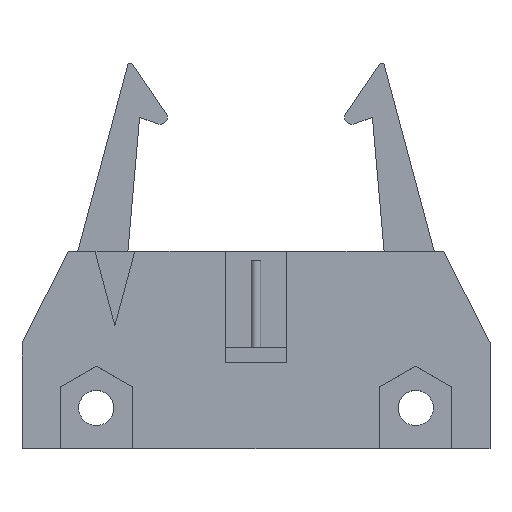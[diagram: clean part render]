
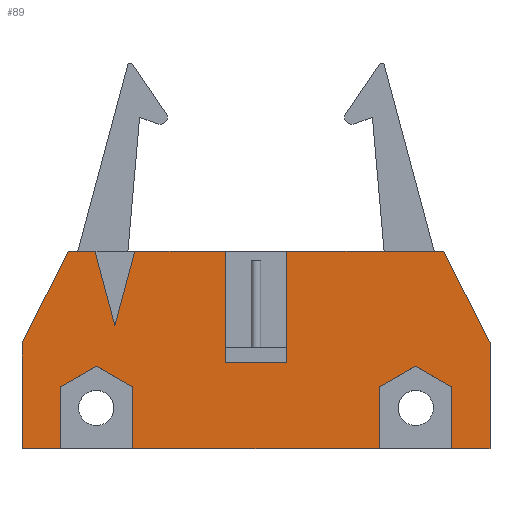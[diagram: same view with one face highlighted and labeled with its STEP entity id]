
A CAD part, top view. The second image highlights one B-rep face of the part: STEP entity #89.
In plain terms, the highlighted planar face has unit normal (0, 0, 1).
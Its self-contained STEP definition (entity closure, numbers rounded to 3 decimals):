
#89=ADVANCED_FACE('',(#1176),#1178,.F.);
#1176=FACE_BOUND('',#1177,.T.);
#1177=EDGE_LOOP('',(#2117,#2118,#2119,#2120,#2121,#2122,#2123,#2124,#2125,#2126,
#2127,#2128,#2129,#2130,#2131,#2132,#2133,#2134,#2135,#2136,#2137,#2138,#2139));
#1178=PLANE('',#1179);
#1179=AXIS2_PLACEMENT_3D('',#1180,#1181,#1182);
#1180=CARTESIAN_POINT('',(0.,13.5,0.));
#1181=DIRECTION('',(0.,0.,-1.));
#1182=DIRECTION('',(-1.,0.,0.));
#2117=ORIENTED_EDGE('',*,*,#2642,.F.);
#2118=ORIENTED_EDGE('',*,*,#2633,.F.);
#2119=ORIENTED_EDGE('',*,*,#2630,.T.);
#2120=ORIENTED_EDGE('',*,*,#2643,.T.);
#2121=ORIENTED_EDGE('',*,*,#2644,.F.);
#2122=ORIENTED_EDGE('',*,*,#2645,.T.);
#2123=ORIENTED_EDGE('',*,*,#2646,.F.);
#2124=ORIENTED_EDGE('',*,*,#2647,.F.);
#2125=ORIENTED_EDGE('',*,*,#2648,.F.);
#2126=ORIENTED_EDGE('',*,*,#2649,.T.);
#2127=ORIENTED_EDGE('',*,*,#2650,.F.);
#2128=ORIENTED_EDGE('',*,*,#2651,.F.);
#2129=ORIENTED_EDGE('',*,*,#2652,.T.);
#2130=ORIENTED_EDGE('',*,*,#2653,.F.);
#2131=ORIENTED_EDGE('',*,*,#2654,.T.);
#2132=ORIENTED_EDGE('',*,*,#2626,.T.);
#2133=ORIENTED_EDGE('',*,*,#2655,.F.);
#2134=ORIENTED_EDGE('',*,*,#2656,.F.);
#2135=ORIENTED_EDGE('',*,*,#2657,.F.);
#2136=ORIENTED_EDGE('',*,*,#2658,.F.);
#2137=ORIENTED_EDGE('',*,*,#2622,.T.);
#2138=ORIENTED_EDGE('',*,*,#2640,.F.);
#2139=ORIENTED_EDGE('',*,*,#2659,.F.);
#2622=EDGE_CURVE('',#2891,#2889,#2892,.T.);
#2626=EDGE_CURVE('',#2899,#2897,#2900,.T.);
#2630=EDGE_CURVE('',#2885,#2905,#2907,.T.);
#2633=EDGE_CURVE('',#2885,#2912,#2913,.T.);
#2640=EDGE_CURVE('',#2924,#2889,#2925,.T.);
#2642=EDGE_CURVE('',#2912,#2927,#2928,.T.);
#2643=EDGE_CURVE('',#2905,#2929,#2930,.T.);
#2644=EDGE_CURVE('',#2931,#2929,#2932,.T.);
#2645=EDGE_CURVE('',#2931,#2933,#2934,.T.);
#2646=EDGE_CURVE('',#2935,#2933,#2936,.T.);
#2647=EDGE_CURVE('',#2937,#2935,#2938,.T.);
#2648=EDGE_CURVE('',#2939,#2937,#2940,.T.);
#2649=EDGE_CURVE('',#2939,#2941,#2942,.T.);
#2650=EDGE_CURVE('',#2943,#2941,#2944,.T.);
#2651=EDGE_CURVE('',#2945,#2943,#2946,.T.);
#2652=EDGE_CURVE('',#2945,#2947,#2948,.T.);
#2653=EDGE_CURVE('',#2949,#2947,#2950,.T.);
#2654=EDGE_CURVE('',#2949,#2899,#2951,.T.);
#2655=EDGE_CURVE('',#2952,#2897,#2953,.T.);
#2656=EDGE_CURVE('',#2954,#2952,#2955,.T.);
#2657=EDGE_CURVE('',#2956,#2954,#2957,.T.);
#2658=EDGE_CURVE('',#2891,#2956,#2958,.T.);
#2659=EDGE_CURVE('',#2927,#2924,#2959,.T.);
#2885=VERTEX_POINT('',#3338);
#2889=VERTEX_POINT('',#3346);
#2891=VERTEX_POINT('',#3350);
#2892=LINE('',#3351,#3352);
#2897=VERTEX_POINT('',#3362);
#2899=VERTEX_POINT('',#3366);
#2900=LINE('',#3367,#3368);
#2905=VERTEX_POINT('',#3378);
#2907=LINE('',#3382,#3383);
#2912=VERTEX_POINT('',#3395);
#2913=LINE('',#3396,#3397);
#2924=VERTEX_POINT('',#3422);
#2925=LINE('',#3423,#3424);
#2927=VERTEX_POINT('',#3429);
#2928=LINE('',#3430,#3431);
#2929=VERTEX_POINT('',#3433);
#2930=LINE('',#3434,#3435);
#2931=VERTEX_POINT('',#3437);
#2932=LINE('',#3438,#3439);
#2933=VERTEX_POINT('',#3441);
#2934=LINE('',#3442,#3443);
#2935=VERTEX_POINT('',#3445);
#2936=LINE('',#3446,#3447);
#2937=VERTEX_POINT('',#3449);
#2938=LINE('',#3450,#3451);
#2939=VERTEX_POINT('',#3453);
#2940=LINE('',#3454,#3455);
#2941=VERTEX_POINT('',#3457);
#2942=LINE('',#3458,#3459);
#2943=VERTEX_POINT('',#3461);
#2944=LINE('',#3462,#3463);
#2945=VERTEX_POINT('',#3465);
#2946=LINE('',#3466,#3467);
#2947=VERTEX_POINT('',#3469);
#2948=LINE('',#3470,#3471);
#2949=VERTEX_POINT('',#3473);
#2950=LINE('',#3474,#3475);
#2951=LINE('',#3477,#3478);
#2952=VERTEX_POINT('',#3480);
#2953=LINE('',#3481,#3482);
#2954=VERTEX_POINT('',#3484);
#2955=LINE('',#3485,#3486);
#2956=VERTEX_POINT('',#3488);
#2957=LINE('',#3489,#3490);
#2958=LINE('',#3492,#3493);
#2959=LINE('',#3495,#3496);
#3338=CARTESIAN_POINT('',(29.397,0.,0.));
#3346=CARTESIAN_POINT('',(24.444,0.,0.));
#3350=CARTESIAN_POINT('',(7.557,0.,0.));
#3351=CARTESIAN_POINT('',(7.557,0.,0.));
#3352=VECTOR('',#3353,1.);
#3353=DIRECTION('',(1.,0.,0.));
#3362=CARTESIAN_POINT('',(2.604,0.,0.));
#3366=CARTESIAN_POINT('',(0.,0.,0.));
#3367=CARTESIAN_POINT('',(0.,0.,0.));
#3368=VECTOR('',#3369,1.);
#3369=DIRECTION('',(1.,0.,0.));
#3378=CARTESIAN_POINT('',(32.,0.,0.));
#3382=CARTESIAN_POINT('',(29.397,0.,0.));
#3383=VECTOR('',#3384,1.);
#3384=DIRECTION('',(1.,0.,0.));
#3395=CARTESIAN_POINT('',(29.397,4.224,0.));
#3396=CARTESIAN_POINT('',(29.397,0.,0.));
#3397=VECTOR('',#3398,1.);
#3398=DIRECTION('',(0.,1.,0.));
#3422=CARTESIAN_POINT('',(24.444,4.224,0.));
#3423=CARTESIAN_POINT('',(24.444,4.224,0.));
#3424=VECTOR('',#3425,1.);
#3425=DIRECTION('',(0.,-1.,0.));
#3429=CARTESIAN_POINT('',(26.92,5.654,0.));
#3430=CARTESIAN_POINT('',(29.397,4.224,0.));
#3431=VECTOR('',#3432,1.);
#3432=DIRECTION('',(-0.866,0.5,0.));
#3433=CARTESIAN_POINT('',(32.,7.239,0.));
#3434=CARTESIAN_POINT('',(32.,0.,0.));
#3435=VECTOR('',#3436,1.);
#3436=DIRECTION('',(0.,1.,0.));
#3437=CARTESIAN_POINT('',(28.825,13.5,0.));
#3438=CARTESIAN_POINT('',(28.825,13.5,0.));
#3439=VECTOR('',#3440,1.);
#3440=DIRECTION('',(0.452,-0.892,0.));
#3441=CARTESIAN_POINT('',(18.096,13.5,0.));
#3442=CARTESIAN_POINT('',(28.825,13.5,0.));
#3443=VECTOR('',#3444,1.);
#3444=DIRECTION('',(-1.,0.,0.));
#3445=CARTESIAN_POINT('',(18.096,5.88,0.));
#3446=CARTESIAN_POINT('',(18.096,5.88,0.));
#3447=VECTOR('',#3448,1.);
#3448=DIRECTION('',(0.,1.,0.));
#3449=CARTESIAN_POINT('',(13.905,5.88,0.));
#3450=CARTESIAN_POINT('',(13.905,5.88,0.));
#3451=VECTOR('',#3452,1.);
#3452=DIRECTION('',(1.,0.,0.));
#3453=CARTESIAN_POINT('',(13.905,13.5,0.));
#3454=CARTESIAN_POINT('',(13.905,13.5,0.));
#3455=VECTOR('',#3456,1.);
#3456=DIRECTION('',(0.,-1.,0.));
#3457=CARTESIAN_POINT('',(7.711,13.5,0.));
#3458=CARTESIAN_POINT('',(13.905,13.5,0.));
#3459=VECTOR('',#3460,1.);
#3460=DIRECTION('',(-1.,0.,0.));
#3461=CARTESIAN_POINT('',(6.35,8.42,0.));
#3462=CARTESIAN_POINT('',(6.35,8.42,0.));
#3463=VECTOR('',#3464,1.);
#3464=DIRECTION('',(0.259,0.966,0.));
#3465=CARTESIAN_POINT('',(4.989,13.5,0.));
#3466=CARTESIAN_POINT('',(4.989,13.5,0.));
#3467=VECTOR('',#3468,1.);
#3468=DIRECTION('',(0.259,-0.966,0.));
#3469=CARTESIAN_POINT('',(3.175,13.5,0.));
#3470=CARTESIAN_POINT('',(4.989,13.5,0.));
#3471=VECTOR('',#3472,1.);
#3472=DIRECTION('',(-1.,0.,0.));
#3473=CARTESIAN_POINT('',(0.,7.239,0.));
#3474=CARTESIAN_POINT('',(0.,7.239,0.));
#3475=VECTOR('',#3476,1.);
#3476=DIRECTION('',(0.452,0.892,0.));
#3477=CARTESIAN_POINT('',(0.,7.239,0.));
#3478=VECTOR('',#3479,1.);
#3479=DIRECTION('',(0.,-1.,0.));
#3480=CARTESIAN_POINT('',(2.604,4.224,0.));
#3481=CARTESIAN_POINT('',(2.604,4.224,0.));
#3482=VECTOR('',#3483,1.);
#3483=DIRECTION('',(0.,-1.,0.));
#3484=CARTESIAN_POINT('',(5.08,5.654,0.));
#3485=CARTESIAN_POINT('',(5.08,5.654,0.));
#3486=VECTOR('',#3487,1.);
#3487=DIRECTION('',(-0.866,-0.5,0.));
#3488=CARTESIAN_POINT('',(7.557,4.224,0.));
#3489=CARTESIAN_POINT('',(7.557,4.224,0.));
#3490=VECTOR('',#3491,1.);
#3491=DIRECTION('',(-0.866,0.5,0.));
#3492=CARTESIAN_POINT('',(7.557,0.,0.));
#3493=VECTOR('',#3494,1.);
#3494=DIRECTION('',(0.,1.,0.));
#3495=CARTESIAN_POINT('',(26.92,5.654,0.));
#3496=VECTOR('',#3497,1.);
#3497=DIRECTION('',(-0.866,-0.5,0.));
